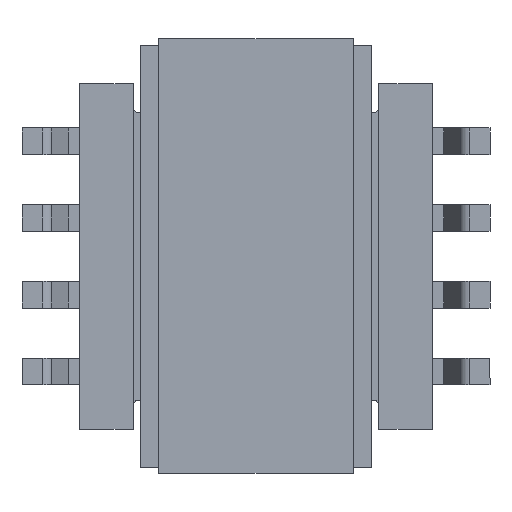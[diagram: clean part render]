
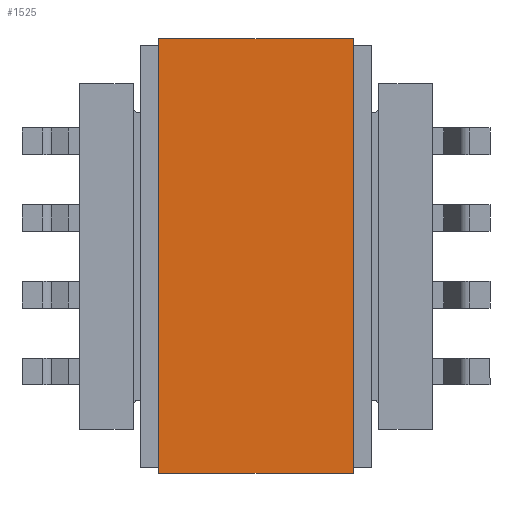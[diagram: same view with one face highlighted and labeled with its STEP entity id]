
A CAD part, front view. The second image highlights one B-rep face of the part: STEP entity #1525.
In plain terms, the highlighted face is planar.
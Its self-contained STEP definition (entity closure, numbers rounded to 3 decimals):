
#851 = VECTOR ( 'NONE', #1640, 1000. ) ;
#1375 = VECTOR ( 'NONE', #7173, 1000. ) ;
#1525 = ADVANCED_FACE ( 'NONE', ( #9340 ), #4476, .T. ) ;
#1612 = CARTESIAN_POINT ( 'NONE',  ( 5.16, 0.16, -5.08 ) ) ;
#1640 = DIRECTION ( 'NONE',  ( 0., 1., 0. ) ) ;
#1784 = LINE ( 'NONE', #5685, #4296 ) ;
#1806 = EDGE_CURVE ( 'NONE', #2127, #8420, #3202, .T. ) ;
#2032 = VERTEX_POINT ( 'NONE', #6884 ) ;
#2083 = CARTESIAN_POINT ( 'NONE',  ( 5.16, 0.16, -5.08 ) ) ;
#2127 = VERTEX_POINT ( 'NONE', #9327 ) ;
#2982 = DIRECTION ( 'NONE',  ( 0., 1., 0. ) ) ;
#3143 = LINE ( 'NONE', #1612, #851 ) ;
#3202 = LINE ( 'NONE', #2083, #1375 ) ;
#3330 = VERTEX_POINT ( 'NONE', #6571 ) ;
#3488 = LINE ( 'NONE', #7158, #7230 ) ;
#4296 = VECTOR ( 'NONE', #4894, 1000. ) ;
#4379 = DIRECTION ( 'NONE',  ( 1., 0., 0. ) ) ;
#4476 = PLANE ( 'NONE',  #5556 ) ;
#4894 = DIRECTION ( 'NONE',  ( 0., 0., 1. ) ) ;
#5303 = EDGE_CURVE ( 'NONE', #2032, #2127, #3143, .T. ) ;
#5556 = AXIS2_PLACEMENT_3D ( 'NONE', #9383, #4379, #2982 ) ;
#5585 = ORIENTED_EDGE ( 'NONE', *, *, #8185, .F. ) ;
#5685 = CARTESIAN_POINT ( 'NONE',  ( 5.16, -11.16, -5.08 ) ) ;
#6099 = EDGE_LOOP ( 'NONE', ( #5585, #6807, #8872, #7571 ) ) ;
#6409 = EDGE_CURVE ( 'NONE', #2032, #3330, #1784, .T. ) ;
#6562 = DIRECTION ( 'NONE',  ( 0., 1., 0. ) ) ;
#6571 = CARTESIAN_POINT ( 'NONE',  ( 5.16, -11.16, 0. ) ) ;
#6807 = ORIENTED_EDGE ( 'NONE', *, *, #6409, .F. ) ;
#6884 = CARTESIAN_POINT ( 'NONE',  ( 5.16, -11.16, -5.08 ) ) ;
#7158 = CARTESIAN_POINT ( 'NONE',  ( 5.16, 0.16, 0. ) ) ;
#7173 = DIRECTION ( 'NONE',  ( 0., 0., 1. ) ) ;
#7230 = VECTOR ( 'NONE', #6562, 1000. ) ;
#7486 = CARTESIAN_POINT ( 'NONE',  ( 5.16, 0.16, 0. ) ) ;
#7571 = ORIENTED_EDGE ( 'NONE', *, *, #1806, .T. ) ;
#8185 = EDGE_CURVE ( 'NONE', #3330, #8420, #3488, .T. ) ;
#8420 = VERTEX_POINT ( 'NONE', #7486 ) ;
#8872 = ORIENTED_EDGE ( 'NONE', *, *, #5303, .T. ) ;
#9327 = CARTESIAN_POINT ( 'NONE',  ( 5.16, 0.16, -5.08 ) ) ;
#9340 = FACE_OUTER_BOUND ( 'NONE', #6099, .T. ) ;
#9383 = CARTESIAN_POINT ( 'NONE',  ( 5.16, 0.16, -5.08 ) ) ;
